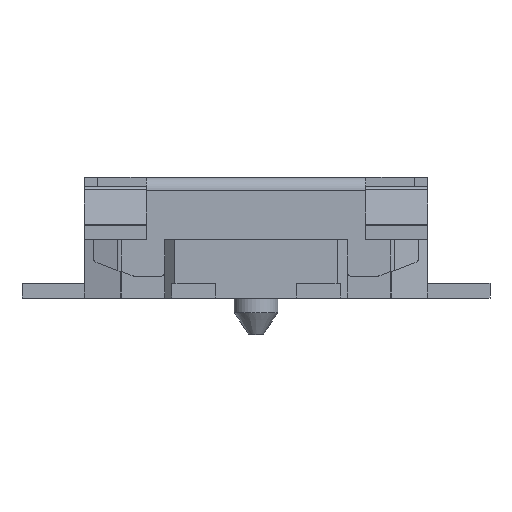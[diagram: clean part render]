
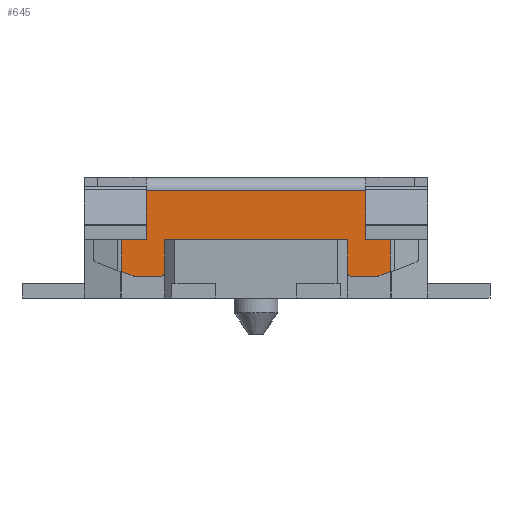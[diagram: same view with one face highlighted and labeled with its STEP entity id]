
A CAD part, left-side view. The second image highlights one B-rep face of the part: STEP entity #645.
In plain terms, the highlighted planar face has unit normal (-1, 0, 0).
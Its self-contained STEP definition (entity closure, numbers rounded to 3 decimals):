
#645 = ADVANCED_FACE( '', ( #1380 ), #1381, .F. );
#1380 = FACE_OUTER_BOUND( '', #2165, .T. );
#1381 = PLANE( '', #2166 );
#2165 = EDGE_LOOP( '', ( #4169, #4170, #4171, #4172, #4173, #4174, #4175, #4176, #4177, #4178, #4179, #4180, #4181, #4182, #4183, #4184, #4185, #4186 ) );
#2166 = AXIS2_PLACEMENT_3D( '', #4187, #4188, #4189 );
#4169 = ORIENTED_EDGE( '', *, *, #5657, .T. );
#4170 = ORIENTED_EDGE( '', *, *, #5658, .T. );
#4171 = ORIENTED_EDGE( '', *, *, #5659, .F. );
#4172 = ORIENTED_EDGE( '', *, *, #5593, .T. );
#4173 = ORIENTED_EDGE( '', *, *, #5660, .F. );
#4174 = ORIENTED_EDGE( '', *, *, #5661, .F. );
#4175 = ORIENTED_EDGE( '', *, *, #5637, .F. );
#4176 = ORIENTED_EDGE( '', *, *, #5662, .T. );
#4177 = ORIENTED_EDGE( '', *, *, #5663, .F. );
#4178 = ORIENTED_EDGE( '', *, *, #5561, .F. );
#4179 = ORIENTED_EDGE( '', *, *, #5664, .F. );
#4180 = ORIENTED_EDGE( '', *, *, #5665, .T. );
#4181 = ORIENTED_EDGE( '', *, *, #5666, .T. );
#4182 = ORIENTED_EDGE( '', *, *, #5667, .T. );
#4183 = ORIENTED_EDGE( '', *, *, #5668, .T. );
#4184 = ORIENTED_EDGE( '', *, *, #5669, .T. );
#4185 = ORIENTED_EDGE( '', *, *, #5670, .T. );
#4186 = ORIENTED_EDGE( '', *, *, #5671, .T. );
#4187 = CARTESIAN_POINT( '', ( -1.75, 2.35, 0.3 ) );
#4188 = DIRECTION( '', ( 1., 0., 0. ) );
#4189 = DIRECTION( '', ( 0., 0., -1. ) );
#5561 = EDGE_CURVE( '', #6771, #6767, #6773, .T. );
#5593 = EDGE_CURVE( '', #6831, #6828, #6832, .T. );
#5637 = EDGE_CURVE( '', #6895, #6897, #6898, .F. );
#5657 = EDGE_CURVE( '', #6932, #6933, #6934, .F. );
#5658 = EDGE_CURVE( '', #6933, #6935, #6936, .F. );
#5659 = EDGE_CURVE( '', #6831, #6935, #6937, .T. );
#5660 = EDGE_CURVE( '', #6938, #6828, #6939, .F. );
#5661 = EDGE_CURVE( '', #6897, #6938, #6940, .T. );
#5662 = EDGE_CURVE( '', #6895, #6941, #6942, .T. );
#5663 = EDGE_CURVE( '', #6767, #6941, #6943, .F. );
#5664 = EDGE_CURVE( '', #6944, #6771, #6945, .T. );
#5665 = EDGE_CURVE( '', #6944, #6946, #6947, .F. );
#5666 = EDGE_CURVE( '', #6946, #6948, #6949, .F. );
#5667 = EDGE_CURVE( '', #6948, #6950, #6951, .F. );
#5668 = EDGE_CURVE( '', #6950, #6952, #6953, .T. );
#5669 = EDGE_CURVE( '', #6952, #6954, #6955, .T. );
#5670 = EDGE_CURVE( '', #6954, #6956, #6957, .T. );
#5671 = EDGE_CURVE( '', #6956, #6932, #6958, .F. );
#6767 = VERTEX_POINT( '', #8493 );
#6771 = VERTEX_POINT( '', #8498 );
#6773 = LINE( '', #8503, #8504 );
#6828 = VERTEX_POINT( '', #8592 );
#6831 = VERTEX_POINT( '', #8595 );
#6832 = LINE( '', #8596, #8597 );
#6895 = VERTEX_POINT( '', #8696 );
#6897 = VERTEX_POINT( '', #8698 );
#6898 = LINE( '', #8699, #8700 );
#6932 = VERTEX_POINT( '', #8746 );
#6933 = VERTEX_POINT( '', #8747 );
#6934 = LINE( '', #8748, #8749 );
#6935 = VERTEX_POINT( '', #8750 );
#6936 = CIRCLE( '', #8751, 0.05 );
#6937 = LINE( '', #8752, #8753 );
#6938 = VERTEX_POINT( '', #8754 );
#6939 = LINE( '', #8755, #8756 );
#6940 = LINE( '', #8757, #8758 );
#6941 = VERTEX_POINT( '', #8759 );
#6942 = LINE( '', #8760, #8761 );
#6943 = LINE( '', #8762, #8763 );
#6944 = VERTEX_POINT( '', #8764 );
#6945 = LINE( '', #8765, #8766 );
#6946 = VERTEX_POINT( '', #8767 );
#6947 = CIRCLE( '', #8768, 0.05 );
#6948 = VERTEX_POINT( '', #8769 );
#6949 = LINE( '', #8770, #8771 );
#6950 = VERTEX_POINT( '', #8772 );
#6951 = CIRCLE( '', #8773, 0.05 );
#6952 = VERTEX_POINT( '', #8774 );
#6953 = LINE( '', #8775, #8776 );
#6954 = VERTEX_POINT( '', #8777 );
#6955 = LINE( '', #8778, #8779 );
#6956 = VERTEX_POINT( '', #8780 );
#6957 = LINE( '', #8781, #8782 );
#6958 = CIRCLE( '', #8783, 0.05 );
#8493 = CARTESIAN_POINT( '', ( -1.75, 1.843, 0.8 ) );
#8498 = CARTESIAN_POINT( '', ( -1.75, 1.843, 0.364 ) );
#8503 = CARTESIAN_POINT( '', ( -1.75, 1.843, 0.3 ) );
#8504 = VECTOR( '', #9722, 1000. );
#8592 = CARTESIAN_POINT( '', ( -1.75, -1.843, 0.8 ) );
#8595 = CARTESIAN_POINT( '', ( -1.75, -1.843, 0.364 ) );
#8596 = CARTESIAN_POINT( '', ( -1.75, -1.843, 0.3 ) );
#8597 = VECTOR( '', #9759, 1000. );
#8696 = CARTESIAN_POINT( '', ( -1.75, 1.5, 1.47 ) );
#8698 = CARTESIAN_POINT( '', ( -1.75, -1.5, 1.47 ) );
#8699 = CARTESIAN_POINT( '', ( -1.75, 2.35, 1.47 ) );
#8700 = VECTOR( '', #9823, 1000. );
#8746 = CARTESIAN_POINT( '', ( -1.75, -1.3, 0.3 ) );
#8747 = CARTESIAN_POINT( '', ( -1.75, -1.663, 0.3 ) );
#8748 = CARTESIAN_POINT( '', ( -1.75, 2.35, 0.3 ) );
#8749 = VECTOR( '', #9857, 1000. );
#8750 = CARTESIAN_POINT( '', ( -1.75, -1.68, 0.303 ) );
#8751 = AXIS2_PLACEMENT_3D( '', #9858, #9859, #9860 );
#8752 = CARTESIAN_POINT( '', ( -1.75, 1.861, -1.014 ) );
#8753 = VECTOR( '', #9861, 1000. );
#8754 = CARTESIAN_POINT( '', ( -1.75, -1.5, 0.8 ) );
#8755 = CARTESIAN_POINT( '', ( -1.75, -1.5, 0.8 ) );
#8756 = VECTOR( '', #9862, 1000. );
#8757 = CARTESIAN_POINT( '', ( -1.75, -1.5, 6.088 ) );
#8758 = VECTOR( '', #9863, 1000. );
#8759 = CARTESIAN_POINT( '', ( -1.75, 1.5, 0.8 ) );
#8760 = CARTESIAN_POINT( '', ( -1.75, 1.5, 6.088 ) );
#8761 = VECTOR( '', #9864, 1000. );
#8762 = CARTESIAN_POINT( '', ( -1.75, 1.843, 0.8 ) );
#8763 = VECTOR( '', #9865, 1000. );
#8764 = CARTESIAN_POINT( '', ( -1.75, 1.68, 0.303 ) );
#8765 = CARTESIAN_POINT( '', ( -1.75, 2.268, 0.522 ) );
#8766 = VECTOR( '', #9866, 1000. );
#8767 = CARTESIAN_POINT( '', ( -1.75, 1.663, 0.3 ) );
#8768 = AXIS2_PLACEMENT_3D( '', #9867, #9868, #9869 );
#8769 = CARTESIAN_POINT( '', ( -1.75, 1.3, 0.3 ) );
#8770 = CARTESIAN_POINT( '', ( -1.75, 2.35, 0.3 ) );
#8771 = VECTOR( '', #9870, 1000. );
#8772 = CARTESIAN_POINT( '', ( -1.75, 1.25, 0.35 ) );
#8773 = AXIS2_PLACEMENT_3D( '', #9871, #9872, #9873 );
#8774 = CARTESIAN_POINT( '', ( -1.75, 1.25, 0.8 ) );
#8775 = CARTESIAN_POINT( '', ( -1.75, 1.25, 0.3 ) );
#8776 = VECTOR( '', #9874, 1000. );
#8777 = CARTESIAN_POINT( '', ( -1.75, -1.25, 0.8 ) );
#8778 = CARTESIAN_POINT( '', ( -1.75, 2.35, 0.8 ) );
#8779 = VECTOR( '', #9875, 1000. );
#8780 = CARTESIAN_POINT( '', ( -1.75, -1.25, 0.35 ) );
#8781 = CARTESIAN_POINT( '', ( -1.75, -1.25, 0.3 ) );
#8782 = VECTOR( '', #9876, 1000. );
#8783 = AXIS2_PLACEMENT_3D( '', #9877, #9878, #9879 );
#9722 = DIRECTION( '', ( 0., 0., 1. ) );
#9759 = DIRECTION( '', ( 0., 0., 1. ) );
#9823 = DIRECTION( '', ( 0., 1., 0. ) );
#9857 = DIRECTION( '', ( 0., 1., 0. ) );
#9858 = CARTESIAN_POINT( '', ( -1.75, -1.663, 0.35 ) );
#9859 = DIRECTION( '', ( 1., 0., 0. ) );
#9860 = DIRECTION( '', ( 0., 0., -1. ) );
#9861 = DIRECTION( '', ( 0., 0.937, -0.349 ) );
#9862 = DIRECTION( '', ( 0., 1., 0. ) );
#9863 = DIRECTION( '', ( 0., 0., -1. ) );
#9864 = DIRECTION( '', ( 0., 0., -1. ) );
#9865 = DIRECTION( '', ( 0., 1., 0. ) );
#9866 = DIRECTION( '', ( 0., 0.937, 0.349 ) );
#9867 = CARTESIAN_POINT( '', ( -1.75, 1.663, 0.35 ) );
#9868 = DIRECTION( '', ( 1., 0., 0. ) );
#9869 = DIRECTION( '', ( 0., 0., -1. ) );
#9870 = DIRECTION( '', ( 0., 1., 0. ) );
#9871 = CARTESIAN_POINT( '', ( -1.75, 1.3, 0.35 ) );
#9872 = DIRECTION( '', ( 1., 0., 0. ) );
#9873 = DIRECTION( '', ( 0., 0., -1. ) );
#9874 = DIRECTION( '', ( 0., 0., 1. ) );
#9875 = DIRECTION( '', ( 0., -1., 0. ) );
#9876 = DIRECTION( '', ( 0., 0., -1. ) );
#9877 = CARTESIAN_POINT( '', ( -1.75, -1.3, 0.35 ) );
#9878 = DIRECTION( '', ( 1., 0., 0. ) );
#9879 = DIRECTION( '', ( 0., 0., -1. ) );
